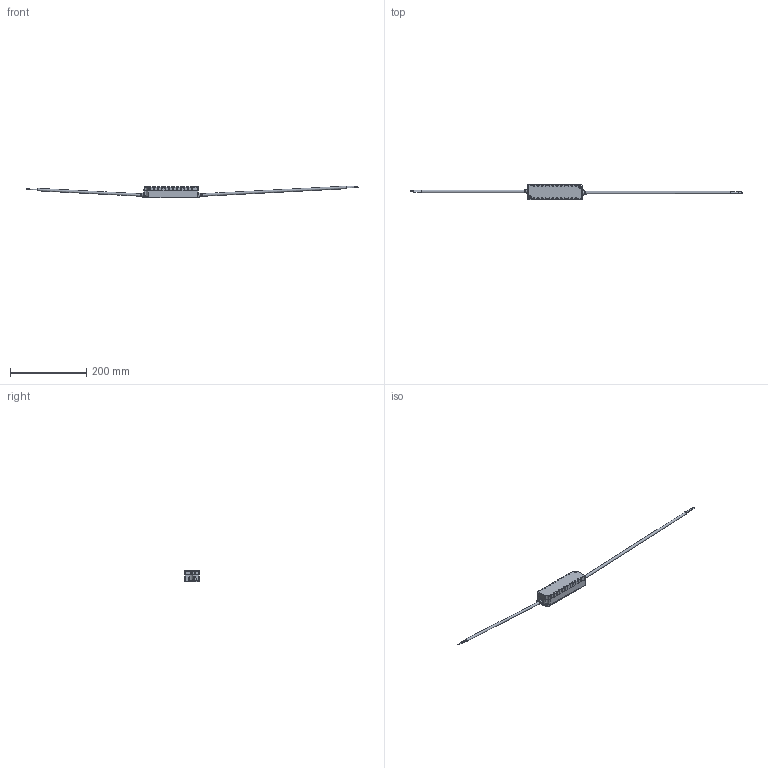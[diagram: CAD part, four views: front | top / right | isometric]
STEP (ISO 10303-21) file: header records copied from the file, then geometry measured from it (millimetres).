
FILE_DESCRIPTION(('STEP AP214'), '1');
FILE_NAME('ﾈﾏﾑ 3306 3313', '2021-05-22T13:53:36', ('admin'), (''), 'ASCON STEP Converter 1.6', 'ASCON Math Kernel', '');
FILE_SCHEMA(('AUTOMOTIVE_DESIGN { 1 0 10303 214 3 1 1}'));
Length unit declared in the file: millimetre
Bounding box: 873.32 x 40 x 31.43 mm (x, y, z)
Volume: 185874.1 mm3; surface area: 37819.2 mm2
Topology: 1 solids, 1 shells, 391 faces, 1031 edges, 654 vertices
Faces by surface type: plane 246, cylinder 86, cone 49, torus 10
Full cylindrical faces by diameter (mm): 1.2 x5, 2.4 x5, 6.5 x1, 6.8 x1
Entity records: 12089 total; most frequent: CARTESIAN_POINT 2614, ORIENTED_EDGE 2024, DIRECTION 1870, EDGE_CURVE 1012, LINE 738, VECTOR 738, VERTEX_POINT 654, AXIS2_PLACEMENT_3D 566
